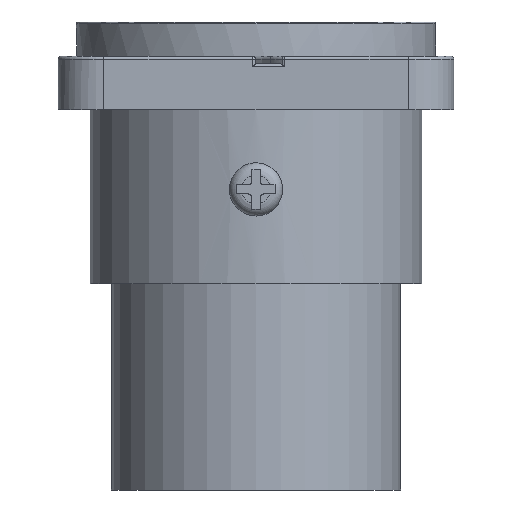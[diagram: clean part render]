
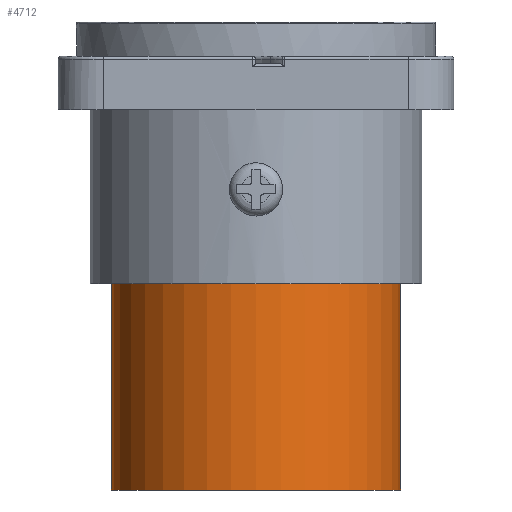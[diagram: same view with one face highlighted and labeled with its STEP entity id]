
A CAD part, front view. The second image highlights one B-rep face of the part: STEP entity #4712.
In plain terms, the highlighted cylindrical face has radius 9.5 mm (diameter 19 mm), a full revolution.
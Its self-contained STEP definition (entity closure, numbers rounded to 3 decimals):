
#589=LINE('',#8225,#978);
#978=VECTOR('',#5987,9.1);
#1074=CYLINDRICAL_SURFACE('',#5040,9.5);
#1340=FACE_OUTER_BOUND('',#1625,.T.);
#1625=EDGE_LOOP('',(#3954,#3955,#3956,#3957));
#1785=CIRCLE('',#4972,9.5);
#1798=CIRCLE('',#5041,9.5);
#2133=VERTEX_POINT('',#7445);
#2235=VERTEX_POINT('',#8224);
#2659=EDGE_CURVE('',#2133,#2133,#1785,.F.);
#2851=EDGE_CURVE('',#2133,#2235,#589,.T.);
#2852=EDGE_CURVE('',#2235,#2235,#1798,.F.);
#3954=ORIENTED_EDGE('',*,*,#2659,.F.);
#3955=ORIENTED_EDGE('',*,*,#2851,.T.);
#3956=ORIENTED_EDGE('',*,*,#2852,.F.);
#3957=ORIENTED_EDGE('',*,*,#2851,.F.);
#4712=ADVANCED_FACE('',(#1340),#1074,.T.);
#4972=AXIS2_PLACEMENT_3D('',#7446,#5709,#5710);
#5040=AXIS2_PLACEMENT_3D('',#8223,#5985,#5986);
#5041=AXIS2_PLACEMENT_3D('',#8226,#5988,#5989);
#5709=DIRECTION('center_axis',(0.,0.,1.));
#5710=DIRECTION('ref_axis',(-1.,0.,0.));
#5985=DIRECTION('center_axis',(0.,0.,-1.));
#5986=DIRECTION('ref_axis',(-1.,0.,0.));
#5987=DIRECTION('',(0.,0.,1.));
#5988=DIRECTION('center_axis',(0.,0.,-1.));
#5989=DIRECTION('ref_axis',(-1.,0.,0.));
#7445=CARTESIAN_POINT('',(37.25,24.7,-26.3));
#7446=CARTESIAN_POINT('Origin',(27.75,24.7,-26.3));
#8223=CARTESIAN_POINT('Origin',(27.75,24.7,-16.));
#8224=CARTESIAN_POINT('',(37.25,24.7,-12.75));
#8225=CARTESIAN_POINT('',(37.25,24.7,-16.));
#8226=CARTESIAN_POINT('Origin',(27.75,24.7,-12.75));
